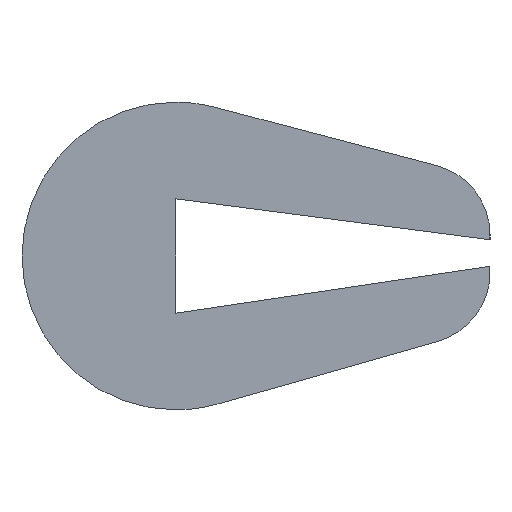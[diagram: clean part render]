
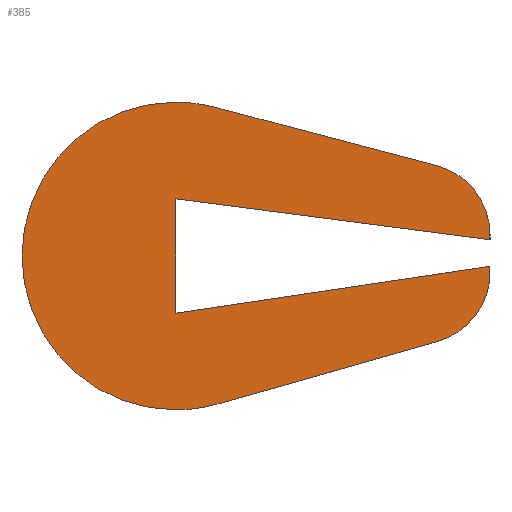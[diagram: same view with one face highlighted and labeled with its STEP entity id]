
A CAD part, left-side view. The second image highlights one B-rep face of the part: STEP entity #385.
In plain terms, the highlighted planar face has unit normal (-1, 0, 0).
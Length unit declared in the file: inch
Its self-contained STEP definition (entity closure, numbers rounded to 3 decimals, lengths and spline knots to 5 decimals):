
#7 = EDGE_CURVE ( 'NONE', #448, #456, #458, .T. ) ;
#9 = EDGE_CURVE ( 'NONE', #430, #425, #463, .T. ) ;
#11 = AXIS2_PLACEMENT_3D ( 'NONE', #199, #202, #329 ) ;
#15 = AXIS2_PLACEMENT_3D ( 'NONE', #287, #212, #265 ) ;
#16 = AXIS2_PLACEMENT_3D ( 'NONE', #261, #331, #258 ) ;
#17 = AXIS2_PLACEMENT_3D ( 'NONE', #225, #241, #235 ) ;
#19 = AXIS2_PLACEMENT_3D ( 'NONE', #304, #361, #309 ) ;
#28 = AXIS2_PLACEMENT_3D ( 'NONE', #285, #270, #249 ) ;
#36 = VECTOR ( 'NONE', #333, 39.37008 ) ;
#48 = CIRCLE ( 'NONE', #19, 0.05 ) ;
#53 = FACE_OUTER_BOUND ( 'NONE', #115, .T. ) ;
#57 = LINE ( 'NONE', #358, #67 ) ;
#61 = VECTOR ( 'NONE', #352, 39.37008 ) ;
#67 = VECTOR ( 'NONE', #345, 39.37008 ) ;
#71 = LINE ( 'NONE', #355, #61 ) ;
#75 = LINE ( 'NONE', #325, #36 ) ;
#82 = EDGE_CURVE ( 'NONE', #456, #468, #477, .T. ) ;
#83 = EDGE_CURVE ( 'NONE', #425, #448, #438, .T. ) ;
#84 = EDGE_CURVE ( 'NONE', #468, #428, #412, .T. ) ;
#87 = EDGE_CURVE ( 'NONE', #428, #415, #454, .T. ) ;
#90 = EDGE_CURVE ( 'NONE', #415, #422, #449, .T. ) ;
#93 = EDGE_CURVE ( 'NONE', #422, #432, #473, .T. ) ;
#96 = EDGE_CURVE ( 'NONE', #432, #423, #75, .T. ) ;
#99 = EDGE_CURVE ( 'NONE', #423, #433, #57, .T. ) ;
#102 = EDGE_CURVE ( 'NONE', #433, #414, #71, .T. ) ;
#105 = EDGE_CURVE ( 'NONE', #414, #430, #48, .T. ) ;
#115 = EDGE_LOOP ( 'NONE', ( #169, #158, #151, #152, #147, #133, #156, #183, #136, #135, #168, #149 ) ) ;
#133 = ORIENTED_EDGE ( 'NONE', *, *, #96, .F. ) ;
#135 = ORIENTED_EDGE ( 'NONE', *, *, #84, .F. ) ;
#136 = ORIENTED_EDGE ( 'NONE', *, *, #87, .F. ) ;
#147 = ORIENTED_EDGE ( 'NONE', *, *, #99, .F. ) ;
#149 = ORIENTED_EDGE ( 'NONE', *, *, #7, .F. ) ;
#151 = ORIENTED_EDGE ( 'NONE', *, *, #105, .F. ) ;
#152 = ORIENTED_EDGE ( 'NONE', *, *, #102, .F. ) ;
#156 = ORIENTED_EDGE ( 'NONE', *, *, #93, .F. ) ;
#158 = ORIENTED_EDGE ( 'NONE', *, *, #9, .F. ) ;
#168 = ORIENTED_EDGE ( 'NONE', *, *, #82, .F. ) ;
#169 = ORIENTED_EDGE ( 'NONE', *, *, #83, .F. ) ;
#183 = ORIENTED_EDGE ( 'NONE', *, *, #90, .F. ) ;
#190 = CARTESIAN_POINT ( 'NONE',  ( -0.53, -0.2195, 0.01485 ) ) ;
#194 = PLANE ( 'NONE',  #28 ) ;
#199 = CARTESIAN_POINT ( 'NONE',  ( -0.53, 0., 0. ) ) ;
#202 = DIRECTION ( 'NONE',  ( 1., 0., 0. ) ) ;
#203 = CARTESIAN_POINT ( 'NONE',  ( -0.53, -0.18222, 0.0632 ) ) ;
#210 = CARTESIAN_POINT ( 'NONE',  ( -0.53, -0.02945, -0.10339 ) ) ;
#212 = DIRECTION ( 'NONE',  ( 1., 0., 0. ) ) ;
#213 = CARTESIAN_POINT ( 'NONE',  ( -0.53, -0.2195, 0.0114 ) ) ;
#214 = CARTESIAN_POINT ( 'NONE',  ( -0.53, -0.2195, -0.0115 ) ) ;
#220 = DIRECTION ( 'NONE',  ( 0., 0., -1. ) ) ;
#222 = CARTESIAN_POINT ( 'NONE',  ( -0.53, -0.2195, 0.0114 ) ) ;
#225 = CARTESIAN_POINT ( 'NONE',  ( -0.53, -0.1695, 0.01485 ) ) ;
#234 = CARTESIAN_POINT ( 'NONE',  ( -0.53, 0., -0.04 ) ) ;
#235 = DIRECTION ( 'NONE',  ( 0., 0., 1. ) ) ;
#239 = DIRECTION ( 'NONE',  ( 0., -0.967, -0.254 ) ) ;
#241 = DIRECTION ( 'NONE',  ( 1., 0., 0. ) ) ;
#249 = DIRECTION ( 'NONE',  ( 0., 0., -1. ) ) ;
#258 = DIRECTION ( 'NONE',  ( 0., 0., -1. ) ) ;
#261 = CARTESIAN_POINT ( 'NONE',  ( -0.53, 0., 0. ) ) ;
#265 = DIRECTION ( 'NONE',  ( 0., 0., -1. ) ) ;
#270 = DIRECTION ( 'NONE',  ( 1., 0., 0. ) ) ;
#271 = CARTESIAN_POINT ( 'NONE',  ( -0.53, -0.2195, 0.01485 ) ) ;
#274 = DIRECTION ( 'NONE',  ( 0., 0.962, -0.274 ) ) ;
#278 = CARTESIAN_POINT ( 'NONE',  ( -0.53, 0., 0.1075 ) ) ;
#280 = CARTESIAN_POINT ( 'NONE',  ( -0.53, 0., 0.04 ) ) ;
#285 = CARTESIAN_POINT ( 'NONE',  ( -0.53, 0., 0. ) ) ;
#287 = CARTESIAN_POINT ( 'NONE',  ( -0.53, 0., 0. ) ) ;
#293 = CARTESIAN_POINT ( 'NONE',  ( -0.53, -0.02945, -0.10339 ) ) ;
#304 = CARTESIAN_POINT ( 'NONE',  ( -0.53, -0.1695, -0.0115 ) ) ;
#308 = DIRECTION ( 'NONE',  ( 0., 0.992, 0.129 ) ) ;
#309 = DIRECTION ( 'NONE',  ( 0., 0., 1. ) ) ;
#320 = CARTESIAN_POINT ( 'NONE',  ( -0.53, -0.2195, -0.00724 ) ) ;
#321 = CARTESIAN_POINT ( 'NONE',  ( -0.53, -0.02864, 0.10362 ) ) ;
#325 = CARTESIAN_POINT ( 'NONE',  ( -0.53, 0., 0.04 ) ) ;
#328 = CARTESIAN_POINT ( 'NONE',  ( -0.53, -0.02864, 0.10362 ) ) ;
#329 = DIRECTION ( 'NONE',  ( 0., 0., -1. ) ) ;
#331 = DIRECTION ( 'NONE',  ( 1., 0., 0. ) ) ;
#333 = DIRECTION ( 'NONE',  ( 0., 0., -1. ) ) ;
#335 = CARTESIAN_POINT ( 'NONE',  ( -0.53, 0., -0.1075 ) ) ;
#345 = DIRECTION ( 'NONE',  ( 0., -0.989, 0.148 ) ) ;
#352 = DIRECTION ( 'NONE',  ( 0., 0., -1. ) ) ;
#355 = CARTESIAN_POINT ( 'NONE',  ( -0.53, -0.2195, -0.00724 ) ) ;
#358 = CARTESIAN_POINT ( 'NONE',  ( -0.53, 0., -0.04 ) ) ;
#361 = DIRECTION ( 'NONE',  ( 1., 0., 0. ) ) ;
#373 = CARTESIAN_POINT ( 'NONE',  ( -0.53, -0.1832, -0.05958 ) ) ;
#385 = ADVANCED_FACE ( 'NONE', ( #53 ), #194, .F. ) ;
#412 = LINE ( 'NONE', #328, #459 ) ;
#414 = VERTEX_POINT ( 'NONE', #214 ) ;
#415 = VERTEX_POINT ( 'NONE', #190 ) ;
#422 = VERTEX_POINT ( 'NONE', #213 ) ;
#423 = VERTEX_POINT ( 'NONE', #234 ) ;
#425 = VERTEX_POINT ( 'NONE', #210 ) ;
#428 = VERTEX_POINT ( 'NONE', #203 ) ;
#430 = VERTEX_POINT ( 'NONE', #373 ) ;
#432 = VERTEX_POINT ( 'NONE', #280 ) ;
#433 = VERTEX_POINT ( 'NONE', #320 ) ;
#438 = CIRCLE ( 'NONE', #16, 0.1075 ) ;
#448 = VERTEX_POINT ( 'NONE', #335 ) ;
#449 = LINE ( 'NONE', #271, #457 ) ;
#453 = VECTOR ( 'NONE', #308, 39.37008 ) ;
#454 = CIRCLE ( 'NONE', #17, 0.05 ) ;
#456 = VERTEX_POINT ( 'NONE', #278 ) ;
#457 = VECTOR ( 'NONE', #220, 39.37008 ) ;
#458 = CIRCLE ( 'NONE', #11, 0.1075 ) ;
#459 = VECTOR ( 'NONE', #239, 39.37008 ) ;
#463 = LINE ( 'NONE', #293, #475 ) ;
#468 = VERTEX_POINT ( 'NONE', #321 ) ;
#473 = LINE ( 'NONE', #222, #453 ) ;
#475 = VECTOR ( 'NONE', #274, 39.37008 ) ;
#477 = CIRCLE ( 'NONE', #15, 0.1075 ) ;
